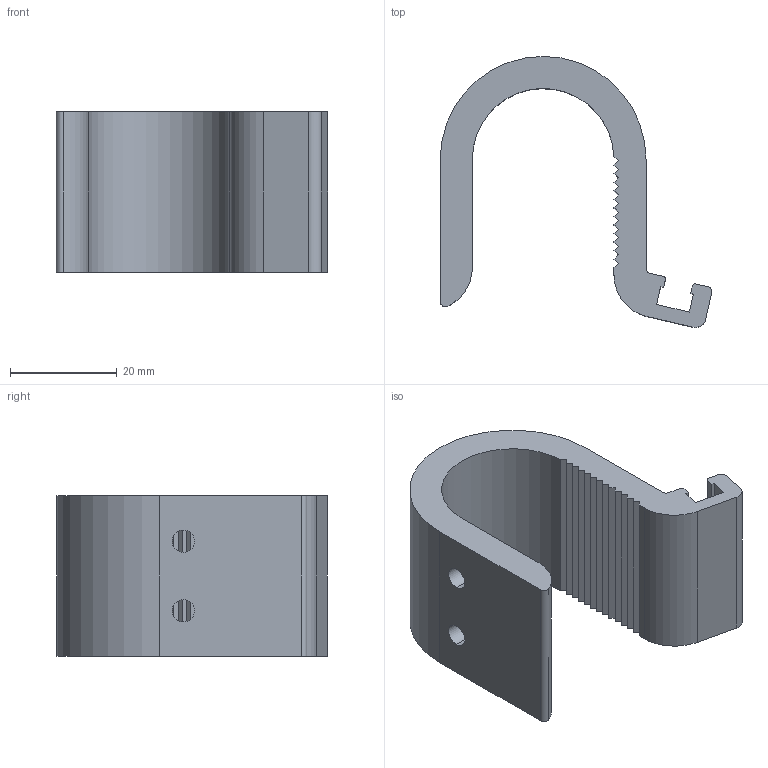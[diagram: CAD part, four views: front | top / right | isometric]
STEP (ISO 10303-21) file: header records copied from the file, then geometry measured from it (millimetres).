
FILE_DESCRIPTION (( 'STEP AP214' ), '1' );
FILE_NAME ('PMB 250-320 BRAKET.STEP', '2016-09-20T12:15:10', ( '' ), ( '' ), 'SwSTEP 2.0', 'SolidWorks 2016', '' );
FILE_SCHEMA (( 'AUTOMOTIVE_DESIGN' ));
Length unit declared in the file: millimetre
Products named in the file (1): PMB  250-320  BRAKET
Bounding box: 50.8 x 50.7 x 30 mm (x, y, z)
Volume: 20235.5 mm3; surface area: 9406.8 mm2
Topology: 1 solids, 1 shells, 57 faces, 165 edges, 110 vertices
Faces by surface type: plane 43, cylinder 14
Entity records: 1953 total; most frequent: CARTESIAN_POINT 333, ORIENTED_EDGE 330, DIRECTION 309, EDGE_CURVE 165, VECTOR 137, LINE 137, VERTEX_POINT 110, AXIS2_PLACEMENT_3D 86
